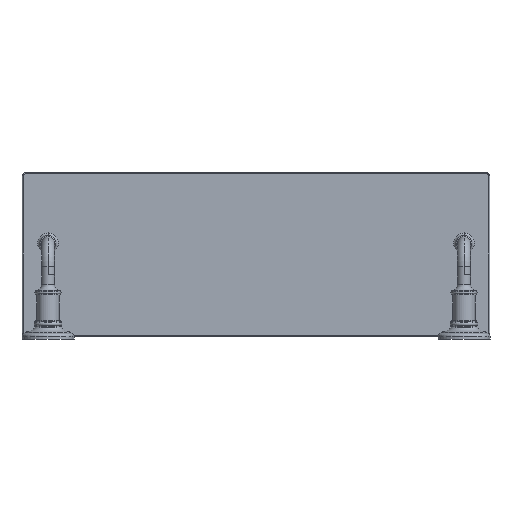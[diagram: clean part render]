
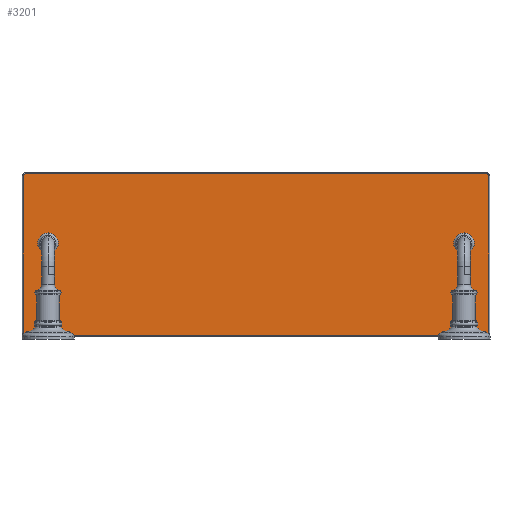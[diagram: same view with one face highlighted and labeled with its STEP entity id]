
A CAD part, front view. The second image highlights one B-rep face of the part: STEP entity #3201.
In plain terms, the highlighted planar face has unit normal (0, -1, 0).
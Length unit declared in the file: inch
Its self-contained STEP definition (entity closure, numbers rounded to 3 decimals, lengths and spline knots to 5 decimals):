
#2830=CARTESIAN_POINT('',(16.84055,1.42709,0.15452));
#2831=CARTESIAN_POINT('',(16.85314,1.42709,0.15452));
#2832=CARTESIAN_POINT('',(16.87707,1.42709,0.15833));
#2833=CARTESIAN_POINT('',(16.91081,1.42709,0.17523));
#2834=CARTESIAN_POINT('',(16.93766,1.42709,0.2019));
#2835=CARTESIAN_POINT('',(16.95477,1.42709,0.23582));
#2836=CARTESIAN_POINT('',(16.95866,1.42709,0.25992));
#2837=CARTESIAN_POINT('',(16.95866,1.42709,0.27263));
#2839=DIRECTION('',(1.,0.,0.));
#2840=VECTOR('',#2839,17.67717);
#2841=CARTESIAN_POINT('',(-0.83661,1.42709,
0.15452));
#2842=LINE('',#2841,#2840);
#2843=CARTESIAN_POINT('',(-0.95472,1.42709,
0.27263));
#2844=CARTESIAN_POINT('',(-0.95472,1.42709,
0.26004));
#2845=CARTESIAN_POINT('',(-0.95091,1.42709,
0.2361));
#2846=CARTESIAN_POINT('',(-0.93401,1.42709,
0.20237));
#2847=CARTESIAN_POINT('',(-0.90734,1.42709,
0.17552));
#2848=CARTESIAN_POINT('',(-0.87342,1.42709,
0.15841));
#2849=CARTESIAN_POINT('',(-0.84932,1.42709,
0.15452));
#2850=CARTESIAN_POINT('',(-0.83661,1.42709,
0.15452));
#2852=DIRECTION('',(0.,0.,-1.));
#2853=VECTOR('',#2852,5.98425);
#2854=CARTESIAN_POINT('',(-0.95472,1.42709,
6.25688));
#2855=LINE('',#2854,#2853);
#2856=CARTESIAN_POINT('',(-0.83661,1.42709,
6.37499));
#2857=CARTESIAN_POINT('',(-0.8492,1.42709,
6.37499));
#2858=CARTESIAN_POINT('',(-0.87314,1.42709,
6.37117));
#2859=CARTESIAN_POINT('',(-0.90687,1.42709,
6.35427));
#2860=CARTESIAN_POINT('',(-0.93372,1.42709,
6.3276));
#2861=CARTESIAN_POINT('',(-0.95083,1.42709,
6.29368));
#2862=CARTESIAN_POINT('',(-0.95472,1.42709,
6.26958));
#2863=CARTESIAN_POINT('',(-0.95472,1.42709,
6.25688));
#2865=DIRECTION('',(-1.,0.,0.));
#2866=VECTOR('',#2865,17.67717);
#2867=CARTESIAN_POINT('',(16.84055,1.42709,6.37499));
#2868=LINE('',#2867,#2866);
#2869=CARTESIAN_POINT('',(16.95866,1.42709,6.25688));
#2870=CARTESIAN_POINT('',(16.95866,1.42709,6.26947));
#2871=CARTESIAN_POINT('',(16.95485,1.42709,6.2934));
#2872=CARTESIAN_POINT('',(16.93794,1.42709,6.32714));
#2873=CARTESIAN_POINT('',(16.91128,1.42709,6.35399));
#2874=CARTESIAN_POINT('',(16.87735,1.42709,6.3711));
#2875=CARTESIAN_POINT('',(16.85325,1.42709,6.37499));
#2876=CARTESIAN_POINT('',(16.84055,1.42709,6.37499));
#2878=DIRECTION('',(0.,0.,1.));
#2879=VECTOR('',#2878,5.98425);
#2880=CARTESIAN_POINT('',(16.95866,1.42709,0.27263));
#2881=LINE('',#2880,#2879);
#3156=VERTEX_POINT('',#2830);
#3157=VERTEX_POINT('',#2837);
#3160=CARTESIAN_POINT('',(16.95866,1.42709,6.25688));
#3161=VERTEX_POINT('',#3160);
#3164=VERTEX_POINT('',#2876);
#3166=CARTESIAN_POINT('',(-0.83661,1.42709,
6.37499));
#3167=VERTEX_POINT('',#3166);
#3170=VERTEX_POINT('',#2863);
#3172=CARTESIAN_POINT('',(-0.95472,1.42709,
0.27263));
#3173=VERTEX_POINT('',#3172);
#3176=VERTEX_POINT('',#2850);
#3178=CARTESIAN_POINT('',(8.00197,1.42709,3.26475));
#3179=DIRECTION('',(0.,1.,0.));
#3180=DIRECTION('',(-1.,0.,0.));
#3181=AXIS2_PLACEMENT_3D('',#3178,#3179,#3180);
#3182=PLANE('',#3181);
#3184=ORIENTED_EDGE('',*,*,#3183,.F.);
#3186=ORIENTED_EDGE('',*,*,#3185,.F.);
#3188=ORIENTED_EDGE('',*,*,#3187,.F.);
#3190=ORIENTED_EDGE('',*,*,#3189,.F.);
#3192=ORIENTED_EDGE('',*,*,#3191,.F.);
#3194=ORIENTED_EDGE('',*,*,#3193,.F.);
#3196=ORIENTED_EDGE('',*,*,#3195,.F.);
#3198=ORIENTED_EDGE('',*,*,#3197,.F.);
#3199=EDGE_LOOP('',(#3184,#3186,#3188,#3190,#3192,#3194,#3196,#3198));
#3200=FACE_OUTER_BOUND('',#3199,.F.);
#3201=ADVANCED_FACE('',(#3200),#3182,.F.);
#2838=B_SPLINE_CURVE_WITH_KNOTS('',3,(#2830,#2831,#2832,#2833,#2834,#2835,#2836,
#2837),.UNSPECIFIED.,.F.,.F.,(4,1,1,1,1,4),(0.,0.2,0.4,0.6,0.8,1.),
.UNSPECIFIED.);
#2851=B_SPLINE_CURVE_WITH_KNOTS('',3,(#2843,#2844,#2845,#2846,#2847,#2848,#2849,
#2850),.UNSPECIFIED.,.F.,.F.,(4,1,1,1,1,4),(0.,0.2,0.4,0.6,0.8,1.),
.UNSPECIFIED.);
#2864=B_SPLINE_CURVE_WITH_KNOTS('',3,(#2856,#2857,#2858,#2859,#2860,#2861,#2862,
#2863),.UNSPECIFIED.,.F.,.F.,(4,1,1,1,1,4),(0.,0.2,0.4,0.6,0.8,1.),
.UNSPECIFIED.);
#2877=B_SPLINE_CURVE_WITH_KNOTS('',3,(#2869,#2870,#2871,#2872,#2873,#2874,#2875,
#2876),.UNSPECIFIED.,.F.,.F.,(4,1,1,1,1,4),(0.,0.2,0.4,0.6,0.8,1.),
.UNSPECIFIED.);
#3183=EDGE_CURVE('',#3156,#3157,#2838,.T.);
#3185=EDGE_CURVE('',#3176,#3156,#2842,.T.);
#3187=EDGE_CURVE('',#3173,#3176,#2851,.T.);
#3189=EDGE_CURVE('',#3170,#3173,#2855,.T.);
#3191=EDGE_CURVE('',#3167,#3170,#2864,.T.);
#3193=EDGE_CURVE('',#3164,#3167,#2868,.T.);
#3195=EDGE_CURVE('',#3161,#3164,#2877,.T.);
#3197=EDGE_CURVE('',#3157,#3161,#2881,.T.);
